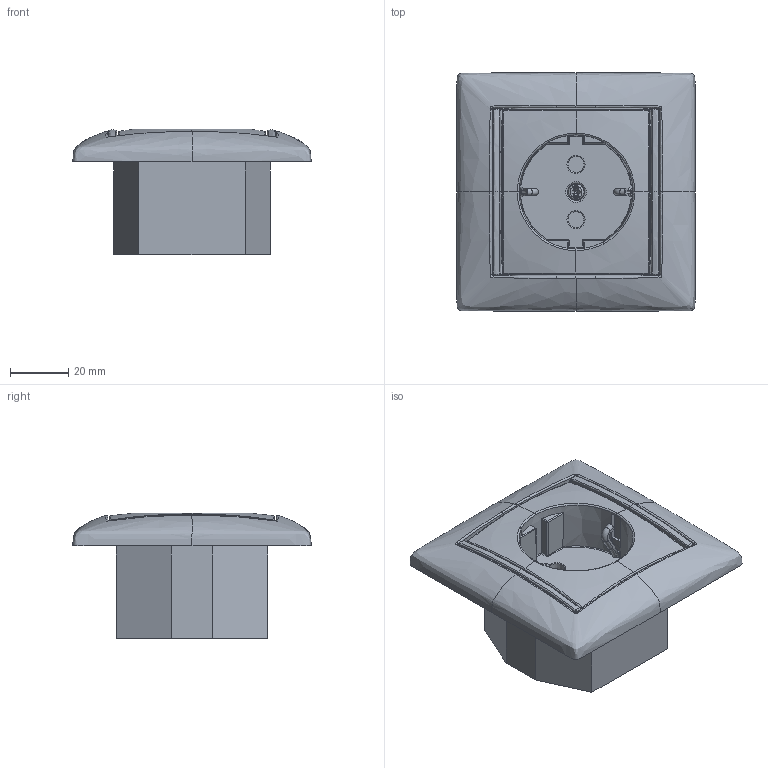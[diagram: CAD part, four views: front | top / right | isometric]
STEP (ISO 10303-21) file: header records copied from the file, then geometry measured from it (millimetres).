
FILE_DESCRIPTION(('STEP AP242'), '1');
FILE_NAME('774420', '', ('UNSPECIFIED'), ('UNSPECIFIED'), 'C3D Converter', 'C3D Toolkit', '');
FILE_SCHEMA(('AP242_MANAGED_MODEL_BASED_3D_ENGINEERING_MIM_LF { 1 0 10303 442 1 1 4 }'));
Length unit declared in the file: millimetre
Products named in the file (1): БЕИВ.434434.022
Bounding box: 82 x 82 x 43.2 mm (x, y, z)
Volume: 112727 mm3; surface area: 33736.4 mm2
Topology: 1 solids, 11 shells, 1035 faces, 2684 edges, 1613 vertices
Faces by surface type: bspline 427, plane 280, cylinder 182, torus 58, cone 42, sphere 24, extrusion 22
Entity records: 83486 total; most frequent: CARTESIAN_POINT 54469, ORIENTED_EDGE 5272, DIRECTION 2678, EDGE_CURVE 2636, VERTEX_POINT 1632, B_SPLINE_CURVE_WITH_KNOTS 1450, FACE_BOUND 1049, EDGE_LOOP 1049
